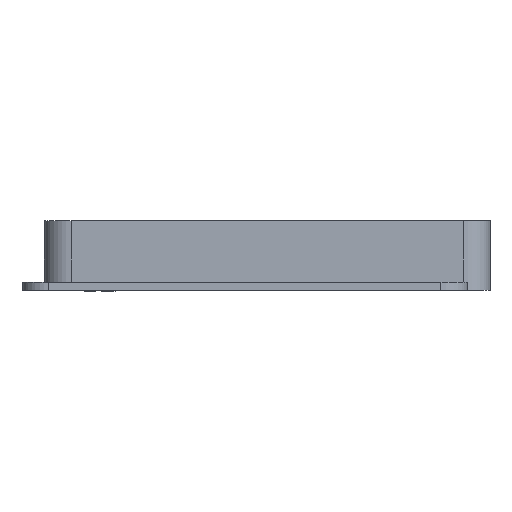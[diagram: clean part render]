
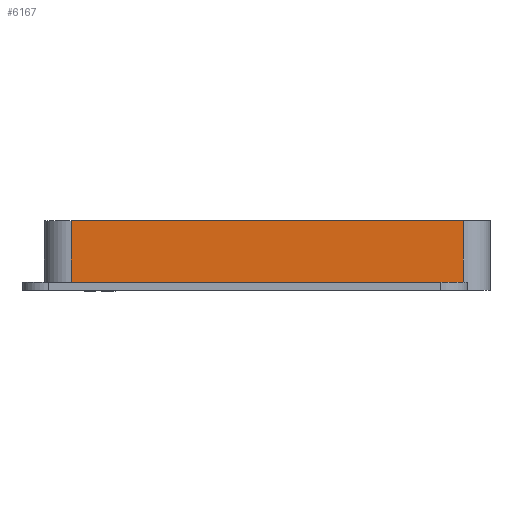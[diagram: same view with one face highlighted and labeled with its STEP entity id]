
A CAD part, left-side view. The second image highlights one B-rep face of the part: STEP entity #6167.
In plain terms, the highlighted planar face has unit normal (-1, 0, 0).
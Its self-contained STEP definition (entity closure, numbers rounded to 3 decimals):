
#735=PLANE('',#6427);
#1062=FACE_OUTER_BOUND('',#1425,.T.);
#1425=EDGE_LOOP('',(#5767,#5768,#5769,#5770));
#1877=LINE('',#12121,#2358);
#1890=LINE('',#12154,#2371);
#1901=LINE('',#12189,#2382);
#1919=LINE('',#12242,#2400);
#2358=VECTOR('',#7232,10.);
#2371=VECTOR('',#7255,10.);
#2382=VECTOR('',#7290,10.);
#2400=VECTOR('',#7350,10.);
#3037=VERTEX_POINT('',#12118);
#3038=VERTEX_POINT('',#12120);
#3053=VERTEX_POINT('',#12152);
#3065=VERTEX_POINT('',#12187);
#3922=EDGE_CURVE('',#3037,#3038,#1877,.T.);
#3939=EDGE_CURVE('',#3053,#3037,#1890,.T.);
#3957=EDGE_CURVE('',#3065,#3053,#1901,.T.);
#3983=EDGE_CURVE('',#3038,#3065,#1919,.T.);
#5767=ORIENTED_EDGE('',*,*,#3922,.F.);
#5768=ORIENTED_EDGE('',*,*,#3939,.F.);
#5769=ORIENTED_EDGE('',*,*,#3957,.F.);
#5770=ORIENTED_EDGE('',*,*,#3983,.F.);
#6167=ADVANCED_FACE('',(#1062),#735,.T.);
#6427=AXIS2_PLACEMENT_3D('',#12241,#7348,#7349);
#7232=DIRECTION('',(0.,0.,-1.));
#7255=DIRECTION('',(0.,-1.,0.));
#7290=DIRECTION('',(0.,0.,1.));
#7348=DIRECTION('center_axis',(-1.,0.,0.));
#7349=DIRECTION('ref_axis',(0.,-1.,0.));
#7350=DIRECTION('',(0.,1.,0.));
#12118=CARTESIAN_POINT('',(-72.517,-68.693,13.));
#12120=CARTESIAN_POINT('',(-72.517,-68.693,0.));
#12121=CARTESIAN_POINT('',(-72.517,-68.693,0.));
#12152=CARTESIAN_POINT('',(-72.517,4.5,13.));
#12154=CARTESIAN_POINT('',(-72.517,-73.693,13.));
#12187=CARTESIAN_POINT('',(-72.517,4.5,0.));
#12189=CARTESIAN_POINT('',(-72.517,4.5,0.));
#12241=CARTESIAN_POINT('Origin',(-72.517,9.5,0.));
#12242=CARTESIAN_POINT('',(-72.517,-73.693,0.));
